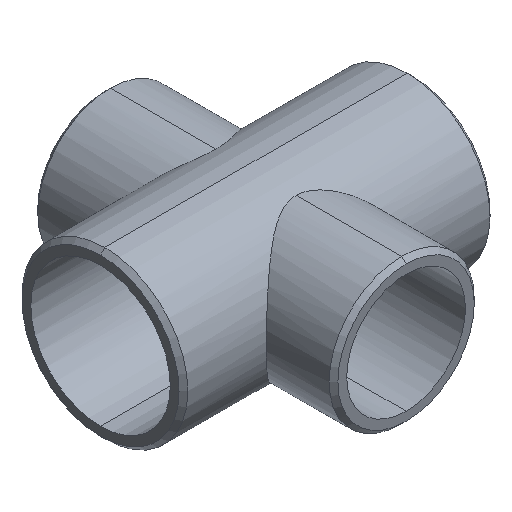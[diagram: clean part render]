
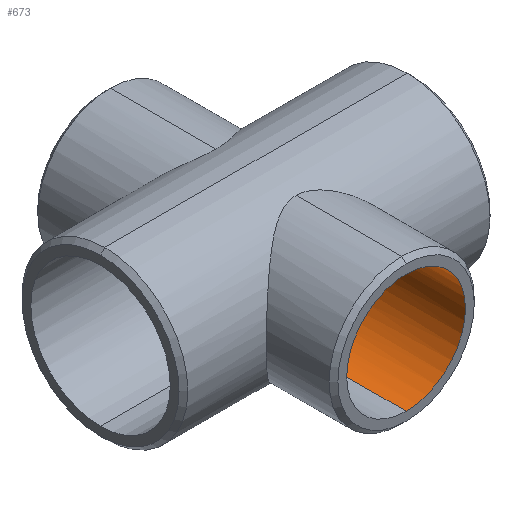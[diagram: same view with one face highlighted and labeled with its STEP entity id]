
A CAD part, isometric view. The second image highlights one B-rep face of the part: STEP entity #673.
In plain terms, the highlighted cylindrical face has radius 36.373 mm (diameter 72.746 mm), a partial arc.
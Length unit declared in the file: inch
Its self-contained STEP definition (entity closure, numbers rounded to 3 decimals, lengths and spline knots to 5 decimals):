
#1 = CARTESIAN_POINT ( 'NONE',  ( 0.51893, -1.02301, -1.33544 ) ) ;
#9 = CARTESIAN_POINT ( 'NONE',  ( 0.38783, -0.96299, -1.37926 ) ) ;
#10 = CARTESIAN_POINT ( 'NONE',  ( 0.0505, -0.88233, -1.432 ) ) ;
#11 = CARTESIAN_POINT ( 'NONE',  ( 1.06276, -1.38117, 0.96083 ) ) ;
#21 = CARTESIAN_POINT ( 'NONE',  ( 1.42092, -1.67258, -0.17957 ) ) ;
#39 = CARTESIAN_POINT ( 'NONE',  ( 1.27371, -1.54932, 0.66146 ) ) ;
#46 = CARTESIAN_POINT ( 'NONE',  ( 0.72196, -1.13964, 1.23749 ) ) ;
#115 = CARTESIAN_POINT ( 'NONE',  ( 0.20048, -0.90348, 1.41878 ) ) ;
#124 = CARTESIAN_POINT ( 'NONE',  ( 1.31887, -1.58679, -0.55837 ) ) ;
#134 = DIRECTION ( 'NONE',  ( 0., 0., -1. ) ) ;
#135 = CARTESIAN_POINT ( 'NONE',  ( 0.02512, -0.88233, 1.432 ) ) ;
#142 = CARTESIAN_POINT ( 'NONE',  ( 0.27177, -0.92296, -1.40618 ) ) ;
#143 = CARTESIAN_POINT ( 'NONE',  ( 0.52104, -1.02409, 1.3346 ) ) ;
#148 = AXIS2_PLACEMENT_3D ( 'NONE', #1269, #727, #134 ) ;
#154 = CARTESIAN_POINT ( 'NONE',  ( 0.93777, -1.28692, 1.08581 ) ) ;
#193 = ORIENTED_EDGE ( 'NONE', *, *, #1029, .F. ) ;
#198 = ORIENTED_EDGE ( 'NONE', *, *, #1153, .F. ) ;
#214 = CARTESIAN_POINT ( 'NONE',  ( 1.41752, -1.66968, -0.20471 ) ) ;
#217 = CARTESIAN_POINT ( 'NONE',  ( 1.42198, -1.67348, 0.17098 ) ) ;
#224 = CARTESIAN_POINT ( 'NONE',  ( 0.72031, -1.1386, -1.23843 ) ) ;
#226 = CARTESIAN_POINT ( 'NONE',  ( 0.05024, -0.8834, 1.43134 ) ) ;
#236 = CARTESIAN_POINT ( 'NONE',  ( 0.10043, -0.88767, 1.42869 ) ) ;
#244 = CARTESIAN_POINT ( 'NONE',  ( 0.17441, -0.89907, -1.42156 ) ) ;
#253 = CARTESIAN_POINT ( 'NONE',  ( 1.39113, -1.64734, 0.34327 ) ) ;
#317 = CARTESIAN_POINT ( 'NONE',  ( 0.60254, -1.06785, -1.29986 ) ) ;
#318 = CARTESIAN_POINT ( 'NONE',  ( 0., -3.62, -1.432 ) ) ;
#325 = CARTESIAN_POINT ( 'NONE',  ( 1.12045, -1.42581, -0.89631 ) ) ;
#335 = CARTESIAN_POINT ( 'NONE',  ( 1.41097, -1.66413, 0.24583 ) ) ;
#350 = CARTESIAN_POINT ( 'NONE',  ( 0., -3.62, -1.432 ) ) ;
#351 = CARTESIAN_POINT ( 'NONE',  ( 1.42907, -1.67951, -0.10445 ) ) ;
#387 = DIRECTION ( 'NONE',  ( 0., 1., 0. ) ) ;
#417 = CARTESIAN_POINT ( 'NONE',  ( 1.0626, -1.38051, -0.96409 ) ) ;
#425 = CARTESIAN_POINT ( 'NONE',  ( 0.1004, -0.88669, -1.42934 ) ) ;
#426 = CARTESIAN_POINT ( 'NONE',  ( 0., -0.88233, 1.432 ) ) ;
#432 = CARTESIAN_POINT ( 'NONE',  ( 1.27018, -1.54641, -0.66822 ) ) ;
#435 = CARTESIAN_POINT ( 'NONE',  ( 0.86993, -1.23787, 1.14088 ) ) ;
#446 = CARTESIAN_POINT ( 'NONE',  ( 0., -0.88233, 1.432 ) ) ;
#456 = CARTESIAN_POINT ( 'NONE',  ( 0.12561, -0.89088, 1.4267 ) ) ;
#462 = CARTESIAN_POINT ( 'NONE',  ( 0.60382, -1.06859, 1.29925 ) ) ;
#491 = CYLINDRICAL_SURFACE ( 'NONE', #513, 1.432 ) ;
#513 = AXIS2_PLACEMENT_3D ( 'NONE', #809, #704, #998 ) ;
#530 = CARTESIAN_POINT ( 'NONE',  ( 1.34548, -1.60897, -0.49081 ) ) ;
#550 = CARTESIAN_POINT ( 'NONE',  ( 1.34817, -1.61123, 0.48336 ) ) ;
#557 = CARTESIAN_POINT ( 'NONE',  ( 1.43461, -1.68423, -0.00429 ) ) ;
#565 = CARTESIAN_POINT ( 'NONE',  ( 1.121, -1.42646, 0.8922 ) ) ;
#574 = ORIENTED_EDGE ( 'NONE', *, *, #1181, .F. ) ;
#598 = VECTOR ( 'NONE', #650, 39.37008 ) ;
#632 = CARTESIAN_POINT ( 'NONE',  ( 1.2278, -1.51162, 0.74269 ) ) ;
#638 = VERTEX_POINT ( 'NONE', #1287 ) ;
#639 = CARTESIAN_POINT ( 'NONE',  ( 1.22423, -1.50873, -0.74836 ) ) ;
#650 = DIRECTION ( 'NONE',  ( 0., 1., 0. ) ) ;
#659 = CARTESIAN_POINT ( 'NONE',  ( 0.19894, -0.90417, -1.41833 ) ) ;
#669 = CARTESIAN_POINT ( 'NONE',  ( 0.38964, -0.96371, 1.37876 ) ) ;
#673 = ADVANCED_FACE ( 'NONE', ( #904 ), #491, .F. ) ;
#677 = ORIENTED_EDGE ( 'NONE', *, *, #1311, .T. ) ;
#704 = DIRECTION ( 'NONE',  ( 0., 1., 0. ) ) ;
#726 = CARTESIAN_POINT ( 'NONE',  ( 0.86673, -1.23564, -1.14325 ) ) ;
#727 = DIRECTION ( 'NONE',  ( 0., 1., 0. ) ) ;
#728 = CARTESIAN_POINT ( 'NONE',  ( 1.41873, -1.67072, 0.19611 ) ) ;
#735 = CARTESIAN_POINT ( 'NONE',  ( 0.24891, -0.91567, 1.41103 ) ) ;
#746 = CARTESIAN_POINT ( 'NONE',  ( 1.40646, -1.66031, 0.2704 ) ) ;
#753 = CARTESIAN_POINT ( 'NONE',  ( 1.03241, -1.35792, 0.99332 ) ) ;
#762 = CARTESIAN_POINT ( 'NONE',  ( 0.76003, -1.16422, 1.21446 ) ) ;
#777 = CARTESIAN_POINT ( 'NONE',  ( 0., -0.88233, -1.432 ) ) ;
#807 = VERTEX_POINT ( 'NONE', #777 ) ;
#809 = CARTESIAN_POINT ( 'NONE',  ( 0., -3.62, 0. ) ) ;
#833 = CARTESIAN_POINT ( 'NONE',  ( 0.34241, -0.94538, -1.39129 ) ) ;
#843 = CARTESIAN_POINT ( 'NONE',  ( 1.3536, -1.61577, -0.46796 ) ) ;
#845 = CARTESIAN_POINT ( 'NONE',  ( 1.33102, -1.5969, 0.52877 ) ) ;
#854 = B_SPLINE_CURVE_WITH_KNOTS ( 'NONE', 3,
 ( #938, #10, #425, #244, #659, #1254, #142, #833, #9, #1235, #1, #317, #1141, #224, #1242, #726, #937, #417, #325, #639, #432, #124, #1031, #530, #843, #1253, #1151, #927, #1131, #214, #21, #351, #557, #1068, #217, #728, #335, #746, #253, #1057, #964, #550, #845, #1050, #39, #632, #1033, #565, #11, #753, #154, #435, #762, #46, #1169, #462, #143, #1159, #669, #1133, #735, #115, #456, #236, #226, #135, #426 ),
 .UNSPECIFIED., .F., .F.,
 ( 4, 2, 2, 2, 2, 2, 2, 2, 2, 2, 2, 2, 2, 2, 2, 2, 1, 2, 2, 2, 2, 2, 2, 2, 2, 2, 2, 2, 2, 2, 2, 2, 2, 4 ),
 ( 0.12594, 0.12976, 0.13168, 0.13359, 0.13742, 0.14125, 0.14508, 0.14891, 0.15657, 0.16422, 0.17188, 0.1738, 0.17571, 0.17954, 0.18145, 0.18337, 0.1872, 0.19103, 0.19294, 0.19485, 0.19868, 0.2006, 0.20251, 0.21017, 0.214, 0.21783, 0.22548, 0.22931, 0.23314, 0.23697, 0.2408, 0.24463, 0.24654, 0.24846 ),
 .UNSPECIFIED. ) ;
#904 = FACE_OUTER_BOUND ( 'NONE', #993, .T. ) ;
#913 = CIRCLE ( 'NONE', #148, 1.432 ) ;
#927 = CARTESIAN_POINT ( 'NONE',  ( 1.40483, -1.65892, -0.27875 ) ) ;
#937 = CARTESIAN_POINT ( 'NONE',  ( 0.93478, -1.28473, -1.08847 ) ) ;
#938 = CARTESIAN_POINT ( 'NONE',  ( 0., -0.88233, -1.432 ) ) ;
#964 = CARTESIAN_POINT ( 'NONE',  ( 1.35619, -1.61794, 0.4604 ) ) ;
#993 = EDGE_LOOP ( 'NONE', ( #193, #677, #574, #198 ) ) ;
#998 = DIRECTION ( 'NONE',  ( 0., 0., -1. ) ) ;
#1029 = EDGE_CURVE ( 'NONE', #638, #1091, #913, .T. ) ;
#1031 = CARTESIAN_POINT ( 'NONE',  ( 1.32813, -1.5945, -0.53598 ) ) ;
#1033 = CARTESIAN_POINT ( 'NONE',  ( 1.14901, -1.44861, 0.85588 ) ) ;
#1041 = LINE ( 'NONE', #318, #598 ) ;
#1050 = CARTESIAN_POINT ( 'NONE',  ( 1.32185, -1.58927, 0.55128 ) ) ;
#1057 = CARTESIAN_POINT ( 'NONE',  ( 1.37852, -1.63669, 0.39074 ) ) ;
#1068 = CARTESIAN_POINT ( 'NONE',  ( 1.42967, -1.68002, 0.09586 ) ) ;
#1091 = VERTEX_POINT ( 'NONE', #350 ) ;
#1106 = CARTESIAN_POINT ( 'NONE',  ( 0., -3.62, 1.432 ) ) ;
#1131 = CARTESIAN_POINT ( 'NONE',  ( 1.40947, -1.66286, -0.25427 ) ) ;
#1133 = CARTESIAN_POINT ( 'NONE',  ( 0.34338, -0.94573, 1.39106 ) ) ;
#1141 = CARTESIAN_POINT ( 'NONE',  ( 0.64269, -1.09115, -1.28044 ) ) ;
#1151 = CARTESIAN_POINT ( 'NONE',  ( 1.38911, -1.64563, -0.35136 ) ) ;
#1153 = EDGE_CURVE ( 'NONE', #1091, #807, #1041, .T. ) ;
#1159 = CARTESIAN_POINT ( 'NONE',  ( 0.47835, -1.00286, 1.35055 ) ) ;
#1169 = CARTESIAN_POINT ( 'NONE',  ( 0.64392, -1.09187, 1.27983 ) ) ;
#1181 = EDGE_CURVE ( 'NONE', #807, #1257, #854, .T. ) ;
#1200 = VECTOR ( 'NONE', #387, 39.37008 ) ;
#1235 = CARTESIAN_POINT ( 'NONE',  ( 0.47609, -1.00179, -1.35133 ) ) ;
#1242 = CARTESIAN_POINT ( 'NONE',  ( 0.75779, -1.16276, -1.21585 ) ) ;
#1253 = CARTESIAN_POINT ( 'NONE',  ( 1.37625, -1.63478, -0.39864 ) ) ;
#1254 = CARTESIAN_POINT ( 'NONE',  ( 0.24775, -0.91614, -1.41062 ) ) ;
#1257 = VERTEX_POINT ( 'NONE', #446 ) ;
#1269 = CARTESIAN_POINT ( 'NONE',  ( 0., -3.62, 0. ) ) ;
#1287 = CARTESIAN_POINT ( 'NONE',  ( 0., -3.62, 1.432 ) ) ;
#1304 = LINE ( 'NONE', #1106, #1200 ) ;
#1311 = EDGE_CURVE ( 'NONE', #638, #1257, #1304, .T. ) ;
